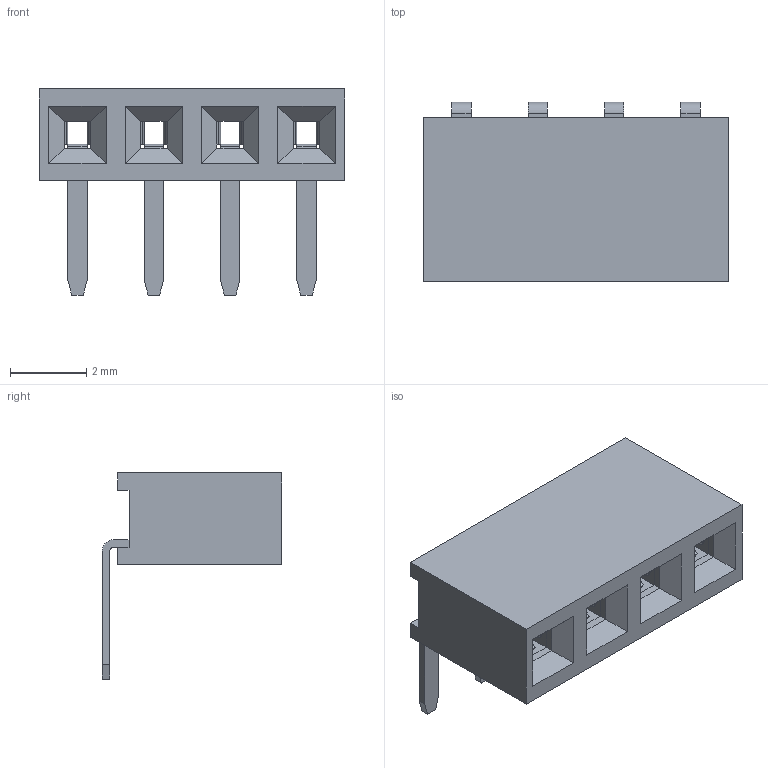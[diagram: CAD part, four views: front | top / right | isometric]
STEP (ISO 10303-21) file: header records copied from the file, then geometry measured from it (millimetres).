
FILE_DESCRIPTION(('STEP AP214'), '1');
FILE_NAME('PBS2-R1', '', ('UNSPECIFIED'), ('UNSPECIFIED'), 'ASCON STEP Converter 1.6', 'ASCON Math Kernel', '');
FILE_SCHEMA(('AUTOMOTIVE_DESIGN { 1 0 10303 214 3 1 1}'));
Length unit declared in the file: millimetre
Bounding box: 8 x 4.7 x 5.4 mm (x, y, z)
Volume: 55.3 mm3; surface area: 331.5 mm2
Topology: 5 solids, 5 shells, 270 faces, 732 edges, 472 vertices
Faces by surface type: plane 210, cylinder 60
Entity records: 10612 total; most frequent: CARTESIAN_POINT 1475, ORIENTED_EDGE 1464, DIRECTION 1394, EDGE_CURVE 732, LINE 612, VECTOR 612, VERTEX_POINT 472, AXIS2_PLACEMENT_3D 391
